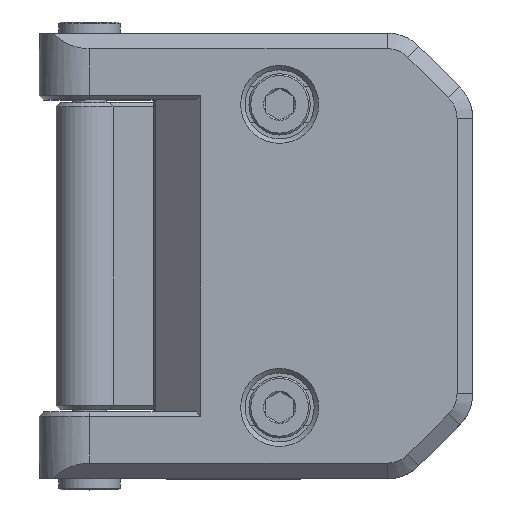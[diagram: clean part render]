
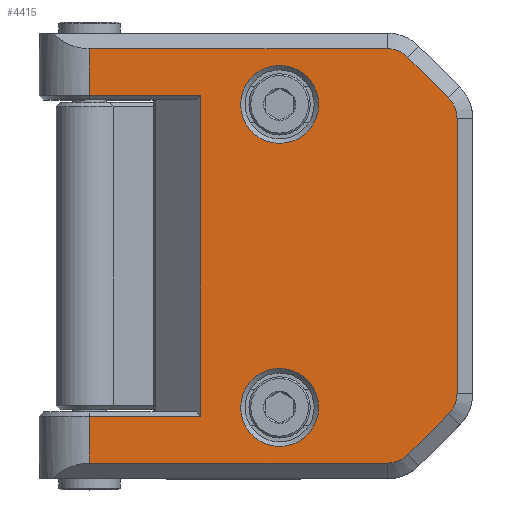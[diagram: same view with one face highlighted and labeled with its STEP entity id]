
A CAD part, top view. The second image highlights one B-rep face of the part: STEP entity #4415.
In plain terms, the highlighted planar face has unit normal (0, 0, 1).
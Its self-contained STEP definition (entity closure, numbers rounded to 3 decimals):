
#102=FACE_BOUND('',#643,.T.);
#103=FACE_BOUND('',#644,.T.);
#186=PLANE('',#4750);
#376=FACE_OUTER_BOUND('',#642,.T.);
#642=EDGE_LOOP('',(#3143,#3144,#3145,#3146,#3147,#3148,#3149,#3150,#3151,
#3152,#3153,#3154,#3155,#3156));
#643=EDGE_LOOP('',(#3157));
#644=EDGE_LOOP('',(#3158));
#901=CIRCLE('',#4712,2.6);
#903=CIRCLE('',#4716,2.6);
#905=CIRCLE('',#4720,2.6);
#907=CIRCLE('',#4724,2.6);
#919=CIRCLE('',#4751,3.5);
#920=CIRCLE('',#4752,3.5);
#1021=LINE('',#6449,#1509);
#1025=LINE('',#6461,#1513);
#1029=LINE('',#6473,#1517);
#1045=LINE('',#6518,#1533);
#1053=LINE('',#6543,#1541);
#1057=LINE('',#6557,#1545);
#1058=LINE('',#6559,#1546);
#1059=LINE('',#6561,#1547);
#1060=LINE('',#6563,#1548);
#1061=LINE('',#6564,#1549);
#1509=VECTOR('',#5138,10.);
#1513=VECTOR('',#5150,10.);
#1517=VECTOR('',#5162,10.);
#1533=VECTOR('',#5210,10.);
#1541=VECTOR('',#5232,10.);
#1545=VECTOR('',#5246,10.);
#1546=VECTOR('',#5247,10.);
#1547=VECTOR('',#5248,10.);
#1548=VECTOR('',#5249,10.);
#1549=VECTOR('',#5250,10.);
#1996=VERTEX_POINT('',#6440);
#1997=VERTEX_POINT('',#6442);
#1999=VERTEX_POINT('',#6448);
#2001=VERTEX_POINT('',#6454);
#2003=VERTEX_POINT('',#6460);
#2005=VERTEX_POINT('',#6466);
#2007=VERTEX_POINT('',#6472);
#2009=VERTEX_POINT('',#6478);
#2020=VERTEX_POINT('',#6516);
#2030=VERTEX_POINT('',#6542);
#2035=VERTEX_POINT('',#6556);
#2036=VERTEX_POINT('',#6558);
#2037=VERTEX_POINT('',#6560);
#2038=VERTEX_POINT('',#6562);
#2039=VERTEX_POINT('',#6565);
#2040=VERTEX_POINT('',#6567);
#2399=EDGE_CURVE('',#1996,#1997,#901,.T.);
#2402=EDGE_CURVE('',#1997,#1999,#1021,.T.);
#2405=EDGE_CURVE('',#1999,#2001,#903,.T.);
#2408=EDGE_CURVE('',#2001,#2003,#1025,.T.);
#2411=EDGE_CURVE('',#2003,#2005,#905,.T.);
#2414=EDGE_CURVE('',#2005,#2007,#1029,.T.);
#2417=EDGE_CURVE('',#2007,#2009,#907,.T.);
#2437=EDGE_CURVE('',#2020,#1996,#1045,.T.);
#2449=EDGE_CURVE('',#2009,#2030,#1053,.T.);
#2456=EDGE_CURVE('',#2020,#2035,#1057,.T.);
#2457=EDGE_CURVE('',#2036,#2035,#1058,.T.);
#2458=EDGE_CURVE('',#2037,#2036,#1059,.T.);
#2459=EDGE_CURVE('',#2038,#2037,#1060,.T.);
#2460=EDGE_CURVE('',#2038,#2030,#1061,.T.);
#2461=EDGE_CURVE('',#2039,#2039,#919,.T.);
#2462=EDGE_CURVE('',#2040,#2040,#920,.T.);
#3143=ORIENTED_EDGE('',*,*,#2437,.F.);
#3144=ORIENTED_EDGE('',*,*,#2456,.T.);
#3145=ORIENTED_EDGE('',*,*,#2457,.F.);
#3146=ORIENTED_EDGE('',*,*,#2458,.F.);
#3147=ORIENTED_EDGE('',*,*,#2459,.F.);
#3148=ORIENTED_EDGE('',*,*,#2460,.T.);
#3149=ORIENTED_EDGE('',*,*,#2449,.F.);
#3150=ORIENTED_EDGE('',*,*,#2417,.F.);
#3151=ORIENTED_EDGE('',*,*,#2414,.F.);
#3152=ORIENTED_EDGE('',*,*,#2411,.F.);
#3153=ORIENTED_EDGE('',*,*,#2408,.F.);
#3154=ORIENTED_EDGE('',*,*,#2405,.F.);
#3155=ORIENTED_EDGE('',*,*,#2402,.F.);
#3156=ORIENTED_EDGE('',*,*,#2399,.F.);
#3157=ORIENTED_EDGE('',*,*,#2461,.F.);
#3158=ORIENTED_EDGE('',*,*,#2462,.F.);
#4415=ADVANCED_FACE('',(#376,#102,#103),#186,.T.);
#4712=AXIS2_PLACEMENT_3D('',#6443,#5131,#5132);
#4716=AXIS2_PLACEMENT_3D('',#6455,#5143,#5144);
#4720=AXIS2_PLACEMENT_3D('',#6467,#5155,#5156);
#4724=AXIS2_PLACEMENT_3D('',#6479,#5167,#5168);
#4750=AXIS2_PLACEMENT_3D('',#6555,#5244,#5245);
#4751=AXIS2_PLACEMENT_3D('',#6566,#5251,#5252);
#4752=AXIS2_PLACEMENT_3D('',#6568,#5253,#5254);
#5131=DIRECTION('center_axis',(0.,0.,-1.));
#5132=DIRECTION('ref_axis',(0.707,0.707,0.));
#5138=DIRECTION('',(0.707,-0.707,0.));
#5143=DIRECTION('center_axis',(0.,0.,-1.));
#5144=DIRECTION('ref_axis',(1.,0.,0.));
#5150=DIRECTION('',(0.,-1.,0.));
#5155=DIRECTION('center_axis',(0.,0.,-1.));
#5156=DIRECTION('ref_axis',(0.707,-0.707,0.));
#5162=DIRECTION('',(-0.707,-0.707,0.));
#5167=DIRECTION('center_axis',(0.,0.,-1.));
#5168=DIRECTION('ref_axis',(0.,-1.,0.));
#5210=DIRECTION('',(1.,0.,0.));
#5232=DIRECTION('',(-1.,0.,0.));
#5244=DIRECTION('center_axis',(0.,0.,1.));
#5245=DIRECTION('ref_axis',(1.,0.,0.));
#5246=DIRECTION('',(0.,-1.,0.));
#5247=DIRECTION('',(-1.,0.,0.));
#5248=DIRECTION('',(0.,1.,0.));
#5249=DIRECTION('',(1.,0.,0.));
#5250=DIRECTION('',(0.,-1.,0.));
#5251=DIRECTION('center_axis',(0.,0.,1.));
#5252=DIRECTION('ref_axis',(-1.,0.,0.));
#5253=DIRECTION('center_axis',(0.,0.,1.));
#5254=DIRECTION('ref_axis',(-1.,0.,0.));
#6440=CARTESIAN_POINT('',(15.243,-1.4,5.));
#6442=CARTESIAN_POINT('',(17.082,-2.162,5.));
#6443=CARTESIAN_POINT('Origin',(15.243,-4.,5.));
#6448=CARTESIAN_POINT('',(20.738,-5.818,5.));
#6449=CARTESIAN_POINT('',(19.024,-4.104,5.));
#6454=CARTESIAN_POINT('',(21.5,-7.657,5.));
#6455=CARTESIAN_POINT('Origin',(18.9,-7.657,5.));
#6460=CARTESIAN_POINT('',(21.5,-32.343,5.));
#6461=CARTESIAN_POINT('',(21.5,-26.172,5.));
#6466=CARTESIAN_POINT('',(20.738,-34.182,5.));
#6467=CARTESIAN_POINT('Origin',(18.9,-32.343,5.));
#6472=CARTESIAN_POINT('',(17.082,-37.838,5.));
#6473=CARTESIAN_POINT('',(17.196,-37.724,5.));
#6478=CARTESIAN_POINT('',(15.243,-38.6,5.));
#6479=CARTESIAN_POINT('Origin',(15.243,-36.,5.));
#6516=CARTESIAN_POINT('',(-11.5,-1.4,5.));
#6518=CARTESIAN_POINT('',(7.472,-1.4,5.));
#6542=CARTESIAN_POINT('',(-11.5,-38.6,5.));
#6543=CARTESIAN_POINT('',(0.1,-38.6,5.));
#6555=CARTESIAN_POINT('Origin',(19.2,-20.,5.));
#6556=CARTESIAN_POINT('',(-11.5,-5.598,5.));
#6557=CARTESIAN_POINT('',(-11.5,0.,5.));
#6558=CARTESIAN_POINT('',(-1.5,-5.598,5.));
#6559=CARTESIAN_POINT('',(2.85,-5.598,5.));
#6560=CARTESIAN_POINT('',(-1.5,-34.402,5.));
#6561=CARTESIAN_POINT('',(-1.5,-27.001,5.));
#6562=CARTESIAN_POINT('',(-11.5,-34.402,5.));
#6563=CARTESIAN_POINT('',(-2.15,-34.402,5.));
#6564=CARTESIAN_POINT('',(-11.5,0.,5.));
#6565=CARTESIAN_POINT('',(9.069,-6.4,5.));
#6566=CARTESIAN_POINT('Origin',(5.569,-6.4,5.));
#6567=CARTESIAN_POINT('',(9.069,-33.6,5.));
#6568=CARTESIAN_POINT('Origin',(5.569,-33.6,5.));
